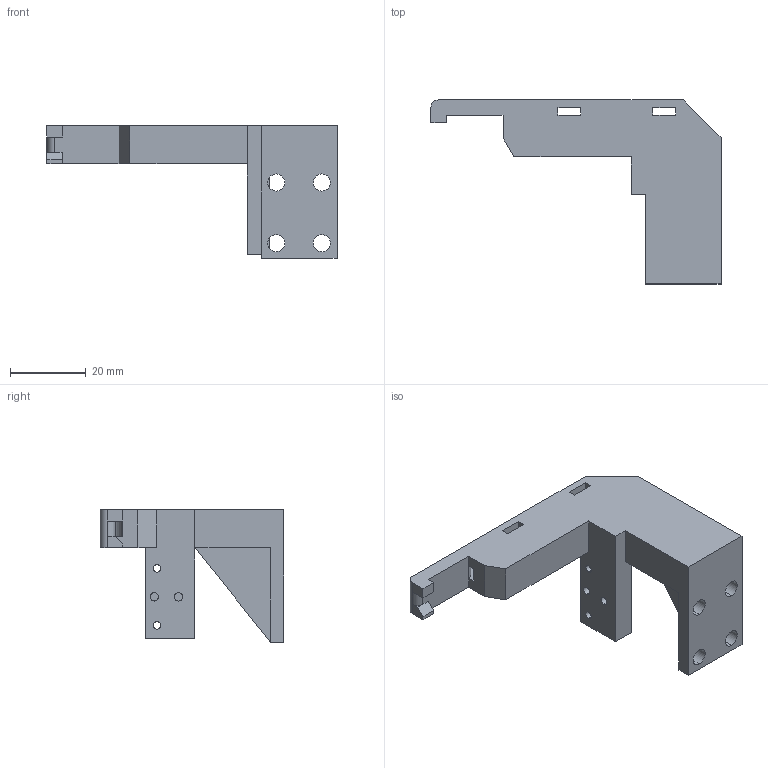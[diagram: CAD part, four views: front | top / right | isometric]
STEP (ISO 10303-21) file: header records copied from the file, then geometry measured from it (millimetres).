
FILE_DESCRIPTION (( 'STEP AP214' ), '1' );
FILE_NAME ('OA-Y30-P04-00.STEP', '2018-10-01T18:12:51', ( '' ), ( '' ), 'SwSTEP 2.0', 'SolidWorks 2014', '' );
FILE_SCHEMA (( 'AUTOMOTIVE_DESIGN' ));
Length unit declared in the file: millimetre
Products named in the file (1): OA-Y30-P04-00
Bounding box: 76.5 x 48.5 x 35 mm (x, y, z)
Volume: 19961.5 mm3; surface area: 8665 mm2
Topology: 1 solids, 1 shells, 65 faces, 179 edges, 117 vertices
Faces by surface type: plane 43, cylinder 22
Entity records: 2131 total; most frequent: CARTESIAN_POINT 362, ORIENTED_EDGE 358, DIRECTION 355, EDGE_CURVE 179, LINE 135, VECTOR 135, VERTEX_POINT 117, AXIS2_PLACEMENT_3D 110
